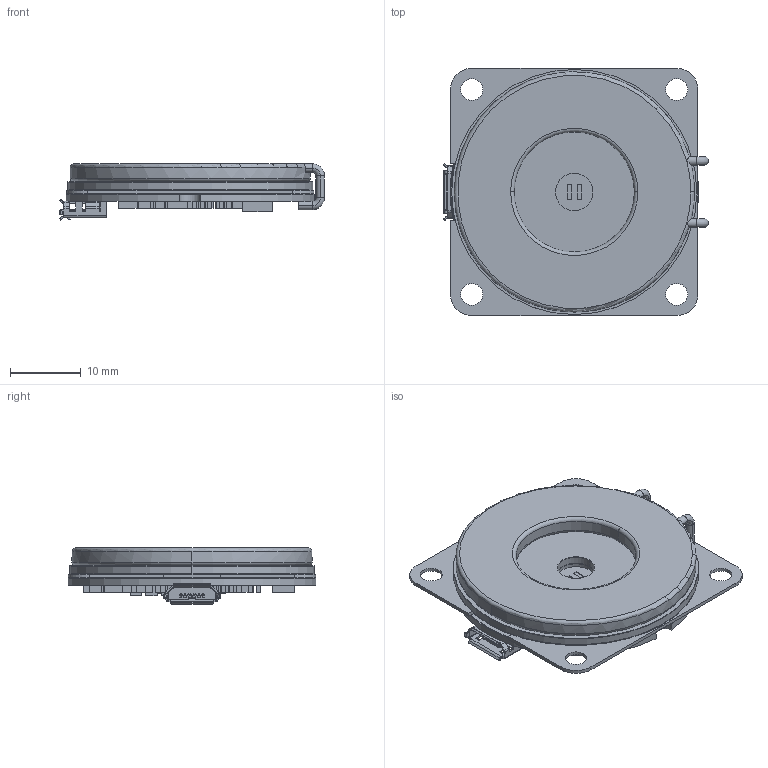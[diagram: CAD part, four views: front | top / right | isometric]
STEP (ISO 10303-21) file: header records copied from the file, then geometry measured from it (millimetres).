
FILE_DESCRIPTION((''),'2;1');
FILE_NAME('6006_ASM','2022-08-26T17:29:59',('SUN'),(''),'CREO PARAMETRIC BY PTC INC, 2020354','CREO PARAMETRIC BY PTC INC, 2020354','');
FILE_SCHEMA(('CONFIG_CONTROL_DESIGN','SHAPE_APPEARANCE_LAYERS_GROUPS'));
Length unit declared in the file: millimetre
Products named in the file (9): 3535; COIL; FERRITE; 3M-1; 3M-2; 3M-3; 6006-PCB; 5PIN_USB_00; 6006_ASM
Assembly tree (8 placements, depth 2):
  6006_ASM
    3535
    COIL
    FERRITE
    3M-1
    3M-2
    3M-3
    6006-PCB
    5PIN_USB_00
Bounding box: 37.5 x 35.07 x 7.96 mm (x, y, z)
Volume: 4481.8 mm3; surface area: 14149.1 mm2
Topology: 8 solids, 8 shells, 822 faces, 2179 edges, 1421 vertices
Faces by surface type: plane 645, cylinder 150, torus 17, cone 10
Entity records: 29619 total; most frequent: CARTESIAN_POINT 4506, ORIENTED_EDGE 4350, DIRECTION 4179, EDGE_CURVE 2175, VECTOR 1829, LINE 1829, VERTEX_POINT 1421, AXIS2_PLACEMENT_3D 1175
